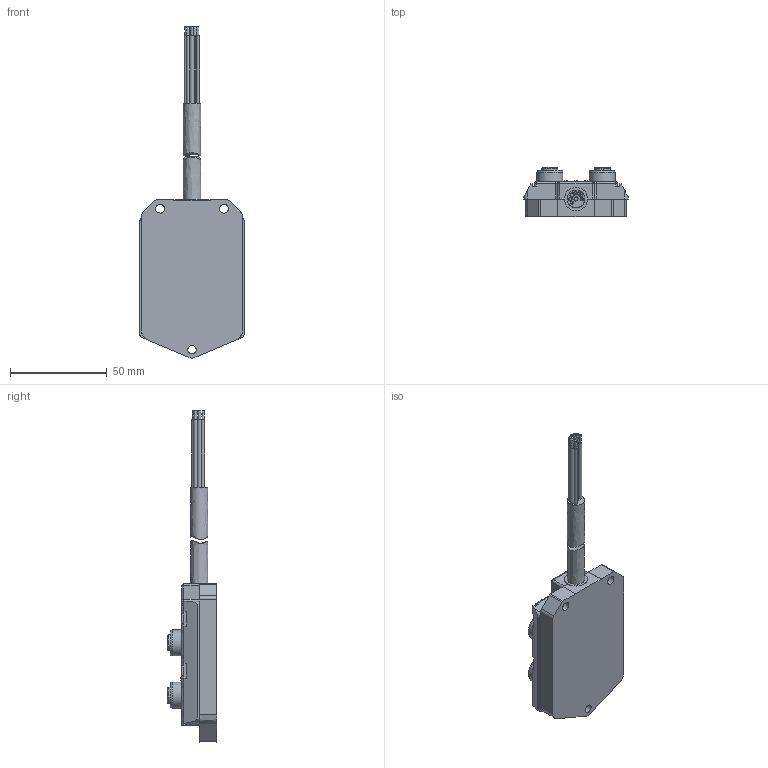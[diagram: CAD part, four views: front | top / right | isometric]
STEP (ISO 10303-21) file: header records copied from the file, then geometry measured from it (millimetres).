
FILE_DESCRIPTION( ('This file contains a STEP AP42 implementation' ,'as created by ZW3D STEP Interface translator.') ,'2;1' );
FILE_NAME( 'ASTR4-5-3XX-40XX.stp' ,'211222.112530', (''), ('ZWCAD Software Co.'), 'Version 1.0', 'ZW3D to STEP translator', '' );
FILE_SCHEMA(('AUTOMOTIVE_DESIGN'));
Length unit declared in the file: millimetre
Products named in the file (2): 0; ALTR4-5-5XX-13XX
Bounding box: 54 x 25.5 x 171.74 mm (x, y, z)
Volume: 70131.1 mm3; surface area: 20494.5 mm2
Topology: 2 solids, 2 shells, 621 faces, 1569 edges, 1050 vertices
Faces by surface type: bspline 621
Entity records: 28306 total; most frequent: CARTESIAN_POINT 18142, ORIENTED_EDGE 3130, EDGE_CURVE 1565, B_SPLINE_CURVE_WITH_KNOTS 1266, VERTEX_POINT 1051, EDGE_LOOP 730, FACE_OUTER_BOUND 621, ADVANCED_FACE 621
